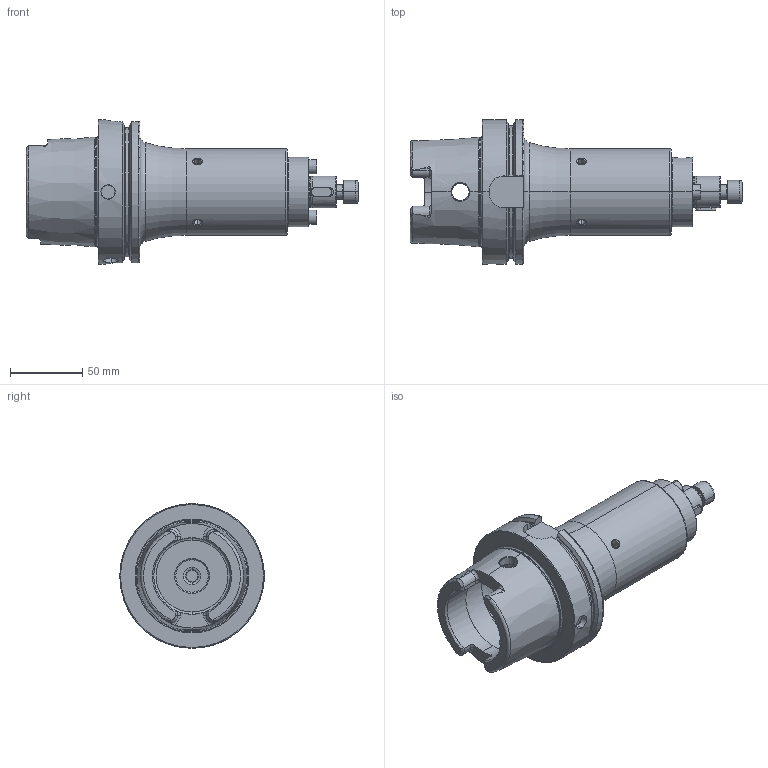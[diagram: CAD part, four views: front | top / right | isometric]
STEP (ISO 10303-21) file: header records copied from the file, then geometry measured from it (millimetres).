
FILE_DESCRIPTION (( 'STEP AP214' ), '1' );
FILE_NAME ('HA0.D22.K01.146.STEP', '2022-03-22T08:16:39', ( '' ), ( '' ), 'SwSTEP 2.0', 'SolidWorks 2017', '' );
FILE_SCHEMA (( 'AUTOMOTIVE_DESIGN' ));
Length unit declared in the file: millimetre
Products named in the file (5): HA0-D22.K01.146_B_Fertigbearbeitung; D22-ER2.001.017_B; HA0.D22.K01.146; ISO 4762 - M10 x 25; DIN 6885 - 6x6x14
Assembly tree (5 placements, depth 2):
  HA0.D22.K01.146
    HA0-D22.K01.146_B_Fertigbearbeitung
    ISO 4762 - M10 x 25
    D22-ER2.001.017_B  x2
    DIN 6885 - 6x6x14
Bounding box: 229.9 x 100 x 100 mm (x, y, z)
Volume: 575167.6 mm3; surface area: 82794.9 mm2
Topology: 5 solids, 5 shells, 390 faces, 939 edges, 559 vertices
Faces by surface type: cylinder 121, cone 101, plane 90, torus 72, bspline 4, sphere 2
Entity records: 13468 total; most frequent: CARTESIAN_POINT 3999, DIRECTION 1691, ORIENTED_EDGE 1632, EDGE_CURVE 816, AXIS2_PLACEMENT_3D 692, VERTEX_POINT 498, EDGE_LOOP 378, ADVANCED_FACE 345
